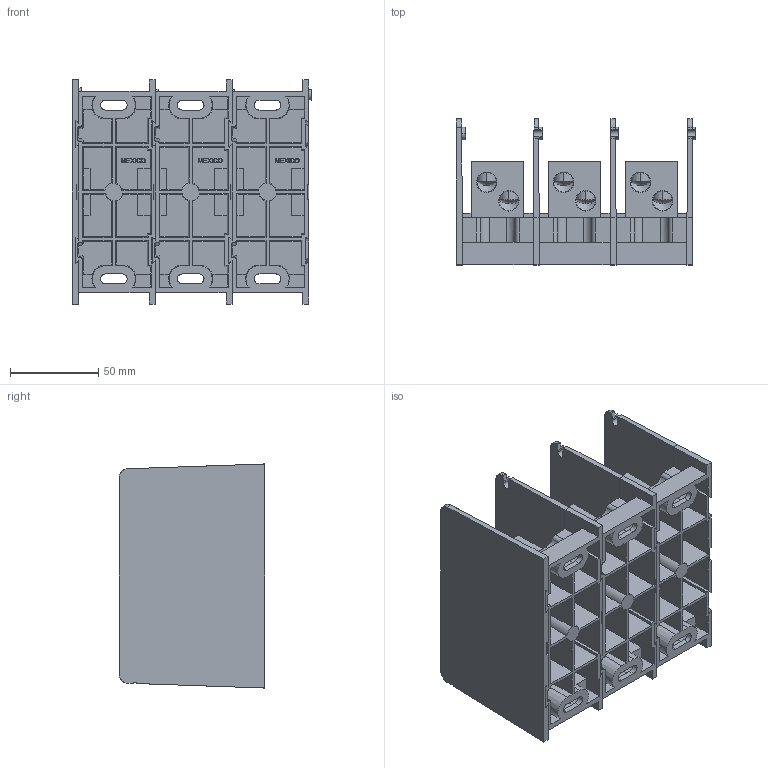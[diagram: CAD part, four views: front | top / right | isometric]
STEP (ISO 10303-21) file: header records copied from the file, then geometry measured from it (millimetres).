
FILE_DESCRIPTION (( 'STEP AP214' ), '1' );
FILE_NAME ('701953rev-3P.STEP', '2014-08-12T19:45:19', ( '' ), ( '' ), 'SwSTEP 2.0', 'SolidWorks 2013', '' );
FILE_SCHEMA (( 'AUTOMOTIVE_DESIGN' ));
Length unit declared in the file: inch
Products named in the file (1): 701953rev-3P
Bounding box: 135.72 x 82.55 x 127.01 mm (x, y, z)
Volume: 357909.3 mm3; surface area: 235830.1 mm2
Topology: 34 solids, 34 shells, 2905 faces, 7585 edges, 4787 vertices
Faces by surface type: cylinder 1002, cone 891, plane 862, bspline 78, sphere 42, torus 30
Entity records: 156816 total; most frequent: CARTESIAN_POINT 51347, ORIENTED_EDGE 15098, DIRECTION 12590, EDGE_CURVE 7549, VERTEX_POINT 4787, AXIS2_PLACEMENT_3D 4419, VECTOR 3752, LINE 3752
